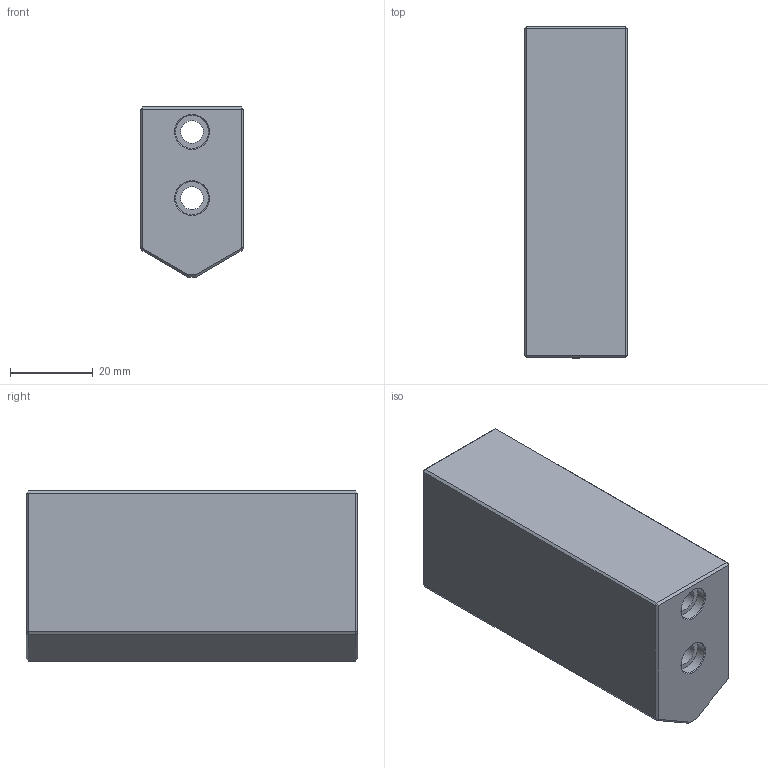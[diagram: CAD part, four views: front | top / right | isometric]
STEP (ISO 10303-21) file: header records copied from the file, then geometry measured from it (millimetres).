
FILE_DESCRIPTION(/* description */ (''),/* implementation_level */ '2;1');
FILE_NAME(/* name */ 'GS-CC-80.stp',/* time_stamp */ '2019-11-20T10:47:33+01:00',/* author */ ('e.orio2'),/* organization */ (''),/* preprocessor_version */ 'ST-DEVELOPER v17',/* originating_system */ 'Autodesk Inventor 2019',/* authorisation */ '');
FILE_SCHEMA (('AUTOMOTIVE_DESIGN { 1 0 10303 214 3 1 1 }'));
Length unit declared in the file: millimetre
Products named in the file (1): GS-CC-80
Bounding box: 25 x 80 x 41 mm (x, y, z)
Volume: 63727 mm3; surface area: 16348.3 mm2
Topology: 1 solids, 1 shells, 44 faces, 90 edges, 52 vertices
Faces by surface type: plane 36, cylinder 6, cone 2
Full cylindrical faces by diameter (mm): 5.5 x2, 8 x2, 10 x2
Entity records: 1169 total; most frequent: DIRECTION 200, CARTESIAN_POINT 187, ORIENTED_EDGE 180, EDGE_CURVE 90, LINE 70, VECTOR 70, AXIS2_PLACEMENT_3D 65, EDGE_LOOP 52
